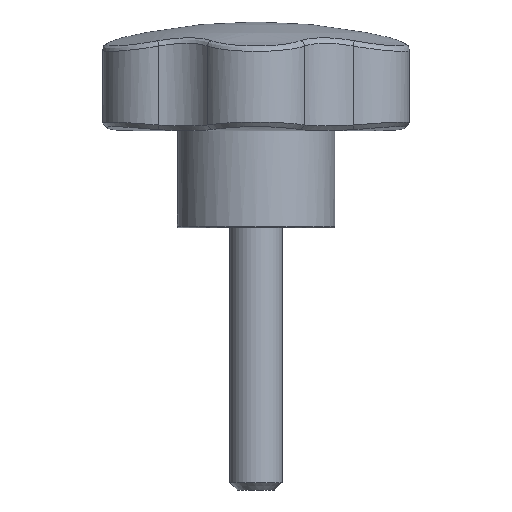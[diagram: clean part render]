
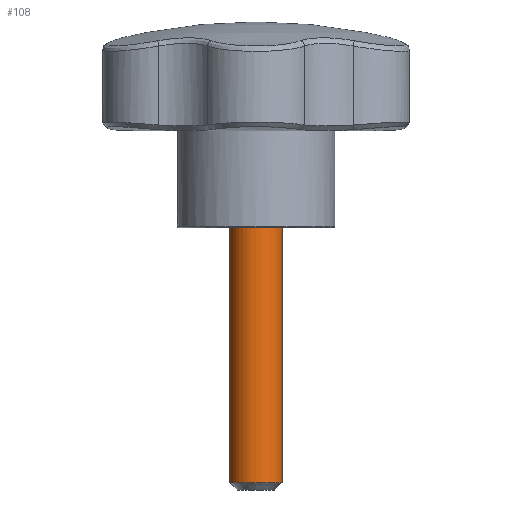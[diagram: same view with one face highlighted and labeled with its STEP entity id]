
A CAD part, front view. The second image highlights one B-rep face of the part: STEP entity #108.
In plain terms, the highlighted cylindrical face has radius 7 mm (diameter 14 mm), a full revolution.
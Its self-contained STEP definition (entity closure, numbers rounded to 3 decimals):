
#108 = ADVANCED_FACE( '', ( #280, #281 ), #282, .T. );
#280 = FACE_OUTER_BOUND( '', #683, .T. );
#281 = FACE_OUTER_BOUND( '', #684, .T. );
#282 = CYLINDRICAL_SURFACE( '', #685, 7. );
#683 = EDGE_LOOP( '', ( #3805 ) );
#684 = EDGE_LOOP( '', ( #3806 ) );
#685 = AXIS2_PLACEMENT_3D( '', #3807, #3808, #3809 );
#3805 = ORIENTED_EDGE( '', *, *, #4304, .F. );
#3806 = ORIENTED_EDGE( '', *, *, #4344, .T. );
#3807 = CARTESIAN_POINT( '', ( 0., 0., 20. ) );
#3808 = DIRECTION( '', ( 0., 0., -1. ) );
#3809 = DIRECTION( '', ( 0., -1., 0. ) );
#4304 = EDGE_CURVE( '', #4546, #4546, #4547, .F. );
#4344 = EDGE_CURVE( '', #4619, #4619, #4620, .T. );
#4546 = VERTEX_POINT( '', #4892 );
#4547 = CIRCLE( '', #4893, 7. );
#4619 = VERTEX_POINT( '', #5142 );
#4620 = CIRCLE( '', #5143, 7. );
#4892 = CARTESIAN_POINT( '', ( -7., 0., 0.417 ) );
#4893 = AXIS2_PLACEMENT_3D( '', #7849, #7850, #7851 );
#5142 = CARTESIAN_POINT( '', ( 0., -7., -68. ) );
#5143 = AXIS2_PLACEMENT_3D( '', #7913, #7914, #7915 );
#7849 = CARTESIAN_POINT( '', ( 0., 0., 0.417 ) );
#7850 = DIRECTION( '', ( 0., 0., -1. ) );
#7851 = DIRECTION( '', ( -1., 0., 0. ) );
#7913 = CARTESIAN_POINT( '', ( 0., 0., -68. ) );
#7914 = DIRECTION( '', ( 0., 0., 1. ) );
#7915 = DIRECTION( '', ( 0., -1., 0. ) );
